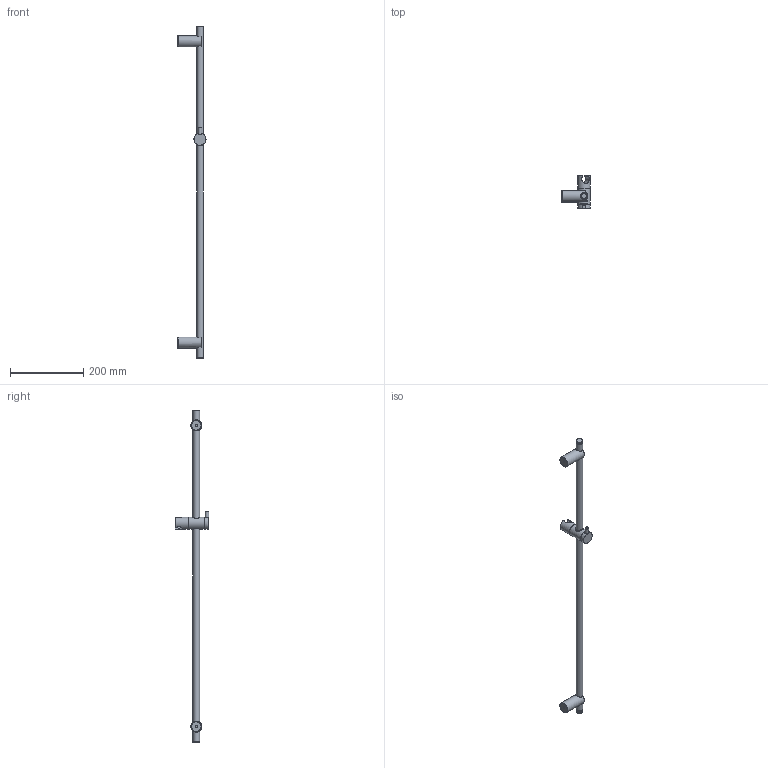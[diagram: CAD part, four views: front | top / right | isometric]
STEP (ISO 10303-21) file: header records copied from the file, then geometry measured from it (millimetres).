
FILE_DESCRIPTION(/* description */ ('Unknown'),/* implementation_level */ '2;1');
FILE_NAME(/* name */ 'AR306',/* time_stamp */ '2022-12-14T12:43:07+01:00',/* author */ ('Unknown'),/* organization */ ('Unknown'),/* preprocessor_version */ 'ST-DEVELOPER v16.7',/* originating_system */ 'DEX',/* authorisation */ $);
FILE_SCHEMA (('AUTOMOTIVE_DESIGN {1 0 10303 214 3 1 1}'));
Length unit declared in the file: millimetre
Products named in the file (14): AR306-00; AR307-01; AR307-02; AR307-002_oa_0; B009-16; AR307-03; B077-52; AR307-001; AR307-05; AR307-06; AR307-07; AR307-08; AR307-09; AR307-10
Assembly tree (17 placements, depth 3):
  AR306-00
    AR307-01  x2
    AR307-02
    AR307-002_oa_0
    B009-16  x2
    AR307-03  x2
    B077-52  x2
    AR307-001
      AR307-05
      AR307-06
      AR307-07
      AR307-08
      AR307-09
      AR307-10
Bounding box: 76.5 x 91.3 x 904 mm (x, y, z)
Volume: 171985.6 mm3; surface area: 144251.8 mm2
Topology: 15 solids, 15 shells, 282 faces, 612 edges, 353 vertices
Faces by surface type: cylinder 92, plane 78, torus 34, bspline 33, sphere 26, cone 19
Full cylindrical faces by diameter (mm): 4 x3, 4.134 x2, 4.917 x2, 6 x3, 8 x1, 8.5 x1, 10 x1, 11.7 x1, 12 x3, 12.85 x2, 15.7 x4, 16 x3, 18 x3, 18.2 x1, 18.5 x1, 19 x1, 21 x3, 21.8 x1, 24 x2, 24.5 x1, 24.835 x1, 26 x2, 26.8 x1, 27 x1, 27.2 x1, 30 x2, 33 x3
Entity records: 8923 total; most frequent: CARTESIAN_POINT 3382, DIRECTION 931, ORIENTED_EDGE 756, AXIS2_PLACEMENT_3D 422, EDGE_CURVE 378, FACE_BOUND 355, EDGE_LOOP 353, VERTEX_POINT 265
